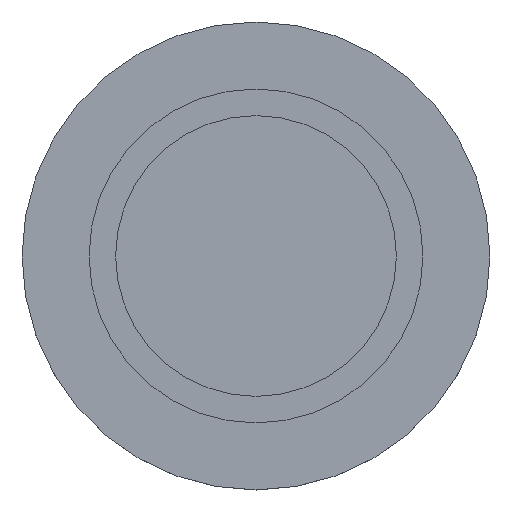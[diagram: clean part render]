
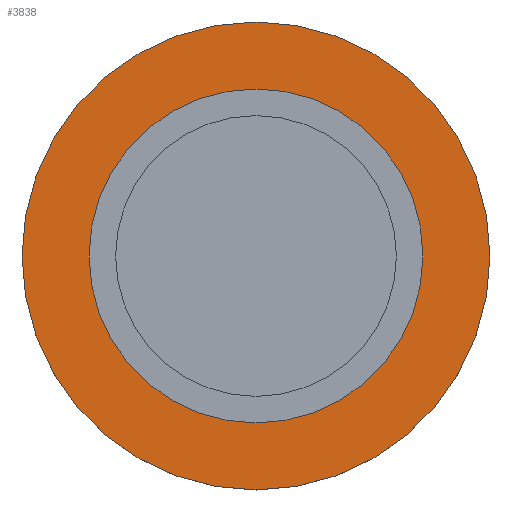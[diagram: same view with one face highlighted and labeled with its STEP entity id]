
A CAD part, top view. The second image highlights one B-rep face of the part: STEP entity #3838.
In plain terms, the highlighted planar face has unit normal (0, 0, 1).
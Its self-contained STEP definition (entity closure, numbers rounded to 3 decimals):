
#59=FACE_BOUND('',#555,.T.);
#104=PLANE('',#4183);
#335=FACE_OUTER_BOUND('',#554,.T.);
#554=EDGE_LOOP('',(#2959,#2960));
#555=EDGE_LOOP('',(#2961,#2962));
#800=CIRCLE('',#4149,7.85);
#801=CIRCLE('',#4150,7.85);
#819=CIRCLE('',#4184,11.);
#820=CIRCLE('',#4185,11.);
#1733=VERTEX_POINT('',#6542);
#1734=VERTEX_POINT('',#6543);
#1762=VERTEX_POINT('',#6701);
#1763=VERTEX_POINT('',#6702);
#2159=EDGE_CURVE('',#1733,#1734,#800,.T.);
#2160=EDGE_CURVE('',#1734,#1733,#801,.T.);
#2201=EDGE_CURVE('',#1762,#1763,#819,.T.);
#2202=EDGE_CURVE('',#1763,#1762,#820,.T.);
#2959=ORIENTED_EDGE('',*,*,#2201,.F.);
#2960=ORIENTED_EDGE('',*,*,#2202,.F.);
#2961=ORIENTED_EDGE('',*,*,#2160,.T.);
#2962=ORIENTED_EDGE('',*,*,#2159,.T.);
#3838=ADVANCED_FACE('',(#335,#59),#104,.T.);
#4149=AXIS2_PLACEMENT_3D('',#6544,#4690,#4691);
#4150=AXIS2_PLACEMENT_3D('',#6545,#4692,#4693);
#4183=AXIS2_PLACEMENT_3D('',#6700,#4769,#4770);
#4184=AXIS2_PLACEMENT_3D('',#6703,#4771,#4772);
#4185=AXIS2_PLACEMENT_3D('',#6704,#4773,#4774);
#4690=DIRECTION('center_axis',(0.,0.,
-1.));
#4691=DIRECTION('ref_axis',(0.,1.,0.));
#4692=DIRECTION('center_axis',(0.,0.,
-1.));
#4693=DIRECTION('ref_axis',(0.,1.,0.));
#4769=DIRECTION('center_axis',(0.,0.,
1.));
#4770=DIRECTION('ref_axis',(-1.,0.,0.));
#4771=DIRECTION('center_axis',(0.,0.,
-1.));
#4772=DIRECTION('ref_axis',(0.,1.,0.));
#4773=DIRECTION('center_axis',(0.,0.,
-1.));
#4774=DIRECTION('ref_axis',(0.,1.,0.));
#6542=CARTESIAN_POINT('',(-11.125,4.973,-155.888));
#6543=CARTESIAN_POINT('',(-3.275,12.823,-155.888));
#6544=CARTESIAN_POINT('Origin',(-3.275,4.973,-155.888));
#6545=CARTESIAN_POINT('Origin',(-3.275,4.973,-155.888));
#6700=CARTESIAN_POINT('Origin',(-3.275,14.398,-155.888));
#6701=CARTESIAN_POINT('',(-3.275,15.973,-155.888));
#6702=CARTESIAN_POINT('',(-3.275,-6.027,-155.888));
#6703=CARTESIAN_POINT('Origin',(-3.275,4.973,-155.888));
#6704=CARTESIAN_POINT('Origin',(-3.275,4.973,-155.888));
